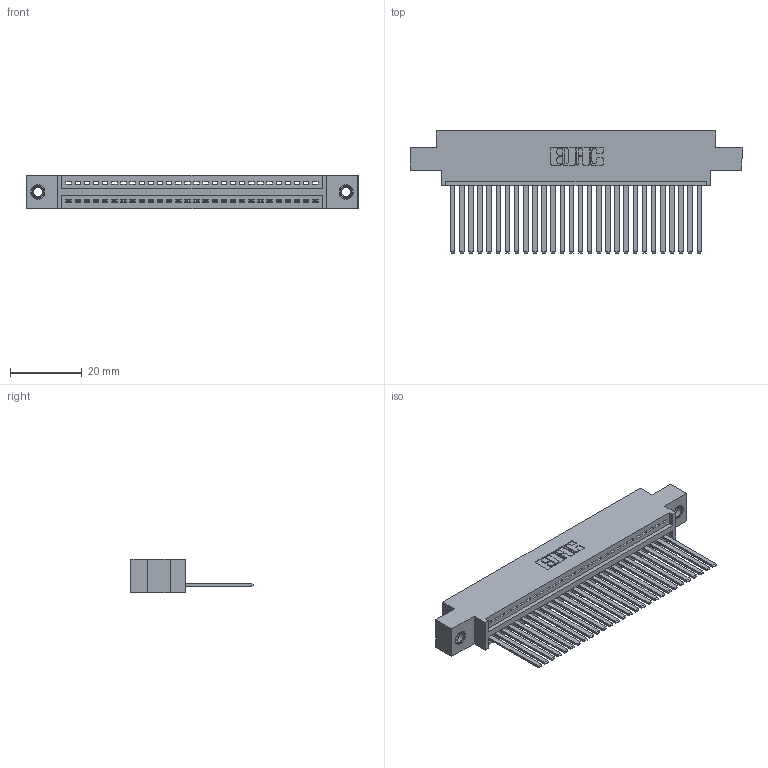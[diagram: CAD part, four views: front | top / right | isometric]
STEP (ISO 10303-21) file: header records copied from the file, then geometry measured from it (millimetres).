
FILE_DESCRIPTION (( 'STEP AP203' ), '1' );
FILE_NAME ('395-028-544-607.STEP', '2018-11-10T13:44:33', ( '' ), ( '' ), 'SwSTEP 2.0', 'SolidWorks 2016', '' );
FILE_SCHEMA (( 'CONFIG_CONTROL_DESIGN' ));
Length unit declared in the file: inch
Products named in the file (4): 345-250-001_345-250-005-103; 345 Part_0.170 Offset - 0.156 Dia-TI; 395-028-544-607; 345-292-001_345-293-144
Assembly tree (31 placements, depth 2):
  395-028-544-607
    345 Part_0.170 Offset - 0.156 Dia-TI
    345-292-001_345-293-144  x28
    345-250-001_345-250-005-103  x2
Bounding box: 92.33 x 33.96 x 9.4 mm (x, y, z)
Volume: 8852.2 mm3; surface area: 12706.1 mm2
Topology: 31 solids, 31 shells, 1646 faces, 4913 edges, 3230 vertices
Faces by surface type: plane 1124, cylinder 506, cone 12, torus 4
Entity records: 24092 total; most frequent: CARTESIAN_POINT 4155, ORIENTED_EDGE 4110, DIRECTION 3673, EDGE_CURVE 2055, VECTOR 1795, LINE 1795, VERTEX_POINT 1364, AXIS2_PLACEMENT_3D 939
